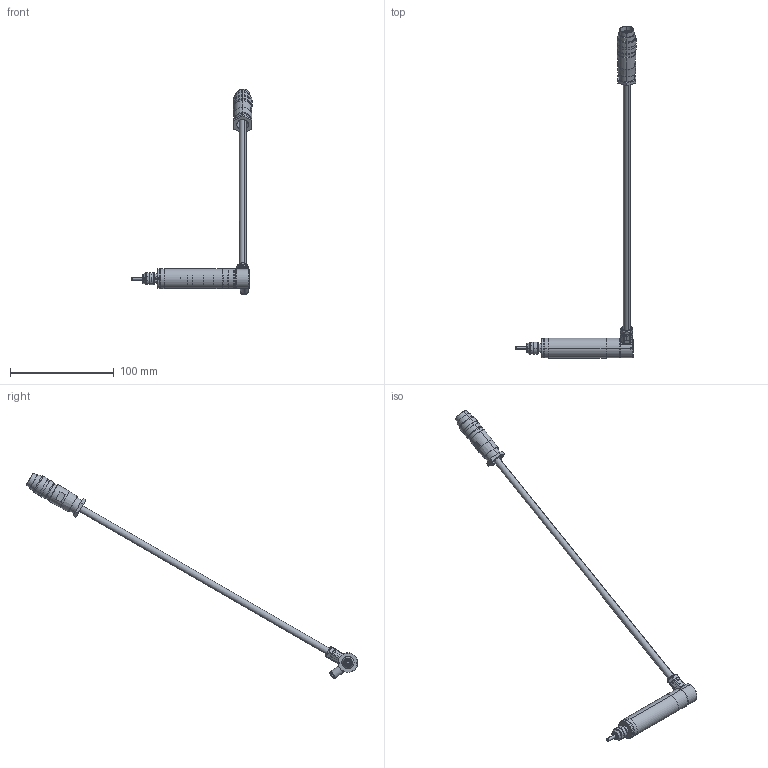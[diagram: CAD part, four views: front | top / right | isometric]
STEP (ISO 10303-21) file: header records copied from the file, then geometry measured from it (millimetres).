
FILE_DESCRIPTION (( 'STEP AP203' ), '1' );
FILE_NAME ('EA1027C0001_モータスピンドル-1.STEP', '2022-10-07T10:04:42', ( '' ), ( '' ), 'SwSTEP 2.0', 'SolidWorks 2021', '' );
FILE_SCHEMA (( 'CONFIG_CONTROL_DESIGN' ));
Length unit declared in the file: millimetre
Products named in the file (1): EA1027C0001_モータスピンドル-1
Bounding box: 116.02 x 320.3 x 198.92 mm (x, y, z)
Volume: 33411.3 mm3; surface area: 30080.8 mm2
Topology: 16 solids, 16 shells, 834 faces, 1941 edges, 1212 vertices
Faces by surface type: cylinder 331, plane 236, cone 226, torus 37, bspline 4
Entity records: 25363 total; most frequent: CARTESIAN_POINT 5859, DIRECTION 4361, ORIENTED_EDGE 3862, EDGE_CURVE 1931, AXIS2_PLACEMENT_3D 1811, VERTEX_POINT 1212, CIRCLE 980, EDGE_LOOP 943
